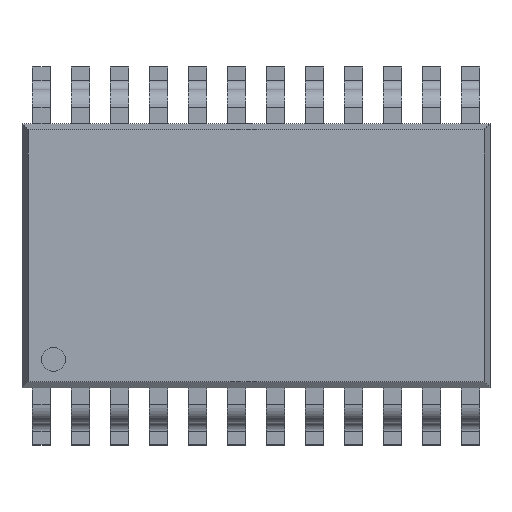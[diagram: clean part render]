
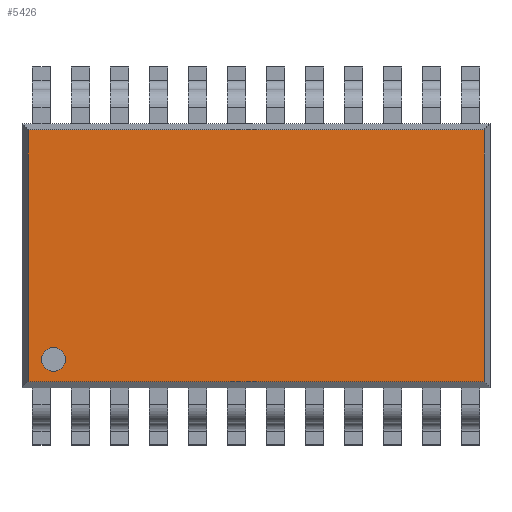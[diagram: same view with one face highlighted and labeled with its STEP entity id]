
A CAD part, top view. The second image highlights one B-rep face of the part: STEP entity #5426.
In plain terms, the highlighted planar face has unit normal (0, 0, 1).
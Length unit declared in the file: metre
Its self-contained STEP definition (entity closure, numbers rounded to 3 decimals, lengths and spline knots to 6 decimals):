
#309=CIRCLE('',#6256,0.0002);
#1843=ORIENTED_EDGE('',*,*,#2631,.T.);
#1844=ORIENTED_EDGE('',*,*,#2632,.T.);
#1845=ORIENTED_EDGE('',*,*,#2633,.T.);
#1846=ORIENTED_EDGE('',*,*,#2634,.T.);
#1847=ORIENTED_EDGE('',*,*,#2635,.T.);
#2631=EDGE_CURVE('',#3145,#3146,#3707,.T.);
#2632=EDGE_CURVE('',#3146,#3147,#3708,.T.);
#2633=EDGE_CURVE('',#3147,#3148,#3709,.T.);
#2634=EDGE_CURVE('',#3148,#3145,#3710,.T.);
#2635=EDGE_CURVE('',#3149,#3149,#309,.F.);
#3145=VERTEX_POINT('',#9463);
#3146=VERTEX_POINT('',#9464);
#3147=VERTEX_POINT('',#9466);
#3148=VERTEX_POINT('',#9468);
#3149=VERTEX_POINT('',#9471);
#3707=LINE('',#9462,#4275);
#3708=LINE('',#9465,#4276);
#3709=LINE('',#9467,#4277);
#3710=LINE('',#9469,#4278);
#4275=VECTOR('',#7855,1.);
#4276=VECTOR('',#7856,1.);
#4277=VECTOR('',#7857,1.);
#4278=VECTOR('',#7858,1.);
#4589=EDGE_LOOP('',(#1843,#1844,#1845,#1846));
#4590=EDGE_LOOP('',(#1847));
#4901=FACE_BOUND('',#4589,.T.);
#4902=FACE_BOUND('',#4590,.T.);
#5117=PLANE('',#6255);
#5426=ADVANCED_FACE('',(#4901,#4902),#5117,.T.);
#6255=AXIS2_PLACEMENT_3D('',#9461,#7853,#7854);
#6256=AXIS2_PLACEMENT_3D('',#9470,#7859,#7860);
#7853=DIRECTION('',(0.,0.,1.));
#7854=DIRECTION('',(1.,0.,0.));
#7855=DIRECTION('',(0.,1.,0.));
#7856=DIRECTION('',(-1.,0.,0.));
#7857=DIRECTION('',(0.,-1.,0.));
#7858=DIRECTION('',(1.,0.,0.));
#7859=DIRECTION('',(0.,0.,1.));
#7860=DIRECTION('',(1.,0.,0.));
#9461=CARTESIAN_POINT('',(0.,0.,0.001));
#9462=CARTESIAN_POINT('',(0.0038,0.,0.001));
#9463=CARTESIAN_POINT('',(0.0038,-0.0021,0.001));
#9464=CARTESIAN_POINT('',(0.0038,0.0021,0.001));
#9465=CARTESIAN_POINT('',(0.,0.0021,0.001));
#9466=CARTESIAN_POINT('',(-0.0038,0.0021,0.001));
#9467=CARTESIAN_POINT('',(-0.0038,-0.0022,0.001));
#9468=CARTESIAN_POINT('',(-0.0038,-0.0021,0.001));
#9469=CARTESIAN_POINT('',(0.0039,-0.0021,0.001));
#9470=CARTESIAN_POINT('',(-0.003375,-0.001725,0.001));
#9471=CARTESIAN_POINT('',(-0.003175,-0.001725,0.001));
